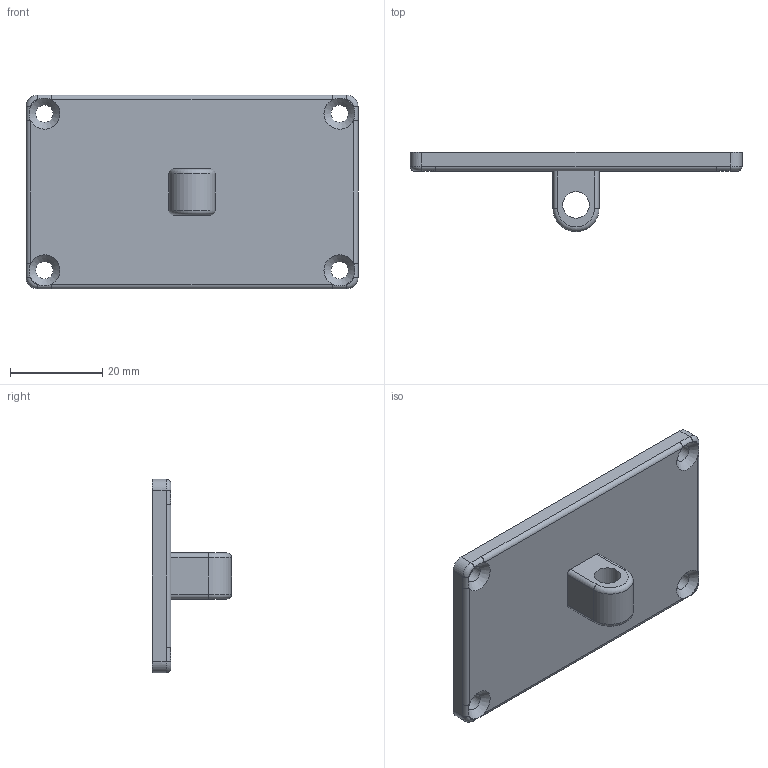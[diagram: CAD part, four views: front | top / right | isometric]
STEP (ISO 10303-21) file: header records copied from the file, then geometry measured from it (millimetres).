
FILE_DESCRIPTION(/* description */ (''),/* implementation_level */ '2;1');
FILE_NAME(/* name */ 'Lid v1.step',/* time_stamp */ '2020-09-23T02:09:34+02:00',/* author */ (''),/* organization */ (''),/* preprocessor_version */ 'ST-DEVELOPER v18.1',/* originating_system */ 'Autodesk Translation Framework v9.3.0.1241',/* authorisation */ '');
FILE_SCHEMA (('AUTOMOTIVE_DESIGN { 1 0 10303 214 3 1 1 }'));
Length unit declared in the file: millimetre
Products named in the file (1): Lid
Bounding box: 72 x 17.16 x 42 mm (x, y, z)
Volume: 12718.7 mm3; surface area: 7469.4 mm2
Topology: 1 solids, 1 shells, 58 faces, 145 edges, 86 vertices
Faces by surface type: cylinder 26, plane 14, torus 14, cone 4
Full cylindrical faces by diameter (mm): 3.75 x4, 5.75 x1
Entity records: 1844 total; most frequent: CARTESIAN_POINT 388, DIRECTION 321, ORIENTED_EDGE 290, EDGE_CURVE 145, AXIS2_PLACEMENT_3D 135, VERTEX_POINT 86, CIRCLE 76, EDGE_LOOP 65
